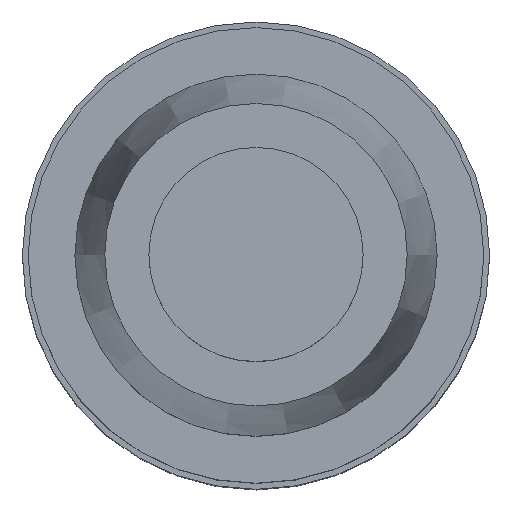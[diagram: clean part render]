
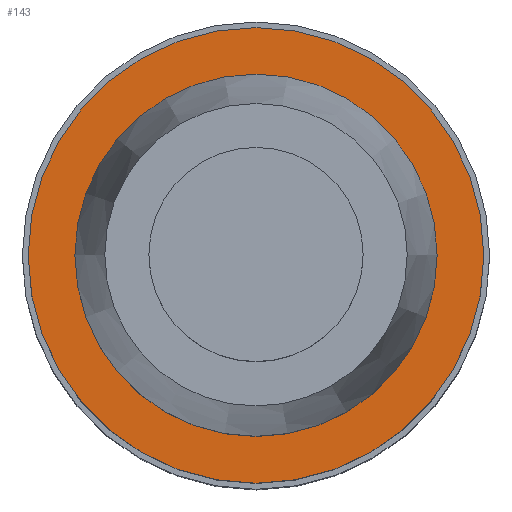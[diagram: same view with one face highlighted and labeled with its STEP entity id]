
A CAD part, top view. The second image highlights one B-rep face of the part: STEP entity #143.
In plain terms, the highlighted planar face has unit normal (0, 0, 1).
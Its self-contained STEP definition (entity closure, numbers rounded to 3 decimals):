
#128=FACE_BOUND('',#168,.T.);
#129=FACE_BOUND('',#169,.T.);
#143=ADVANCED_FACE('',(#128,#129),#152,.F.);
#152=PLANE('',#242);
#168=EDGE_LOOP('',(#188));
#169=EDGE_LOOP('',(#189));
#188=ORIENTED_EDGE('',*,*,#214,.F.);
#189=ORIENTED_EDGE('',*,*,#215,.T.);
#204=VERTEX_POINT('',#313);
#205=VERTEX_POINT('',#316);
#214=EDGE_CURVE('',#204,#204,#224,.T.);
#215=EDGE_CURVE('',#205,#205,#225,.T.);
#224=CIRCLE('',#239,5.85);
#225=CIRCLE('',#241,4.65);
#239=AXIS2_PLACEMENT_3D('',#312,#271,#272);
#241=AXIS2_PLACEMENT_3D('',#315,#275,#276);
#242=AXIS2_PLACEMENT_3D('',#317,#277,#278);
#271=DIRECTION('',(0.,0.,-1.));
#272=DIRECTION('',(-1.,0.,0.));
#275=DIRECTION('',(0.,0.,-1.));
#276=DIRECTION('',(-1.,0.,0.));
#277=DIRECTION('',(0.,0.,-1.));
#278=DIRECTION('',(-1.,0.,0.));
#312=CARTESIAN_POINT('',(0.,0.,0.));
#313=CARTESIAN_POINT('',(-5.85,0.,0.));
#315=CARTESIAN_POINT('',(0.,0.,0.));
#316=CARTESIAN_POINT('',(-4.65,0.,0.));
#317=CARTESIAN_POINT('',(0.,4.65,0.));
